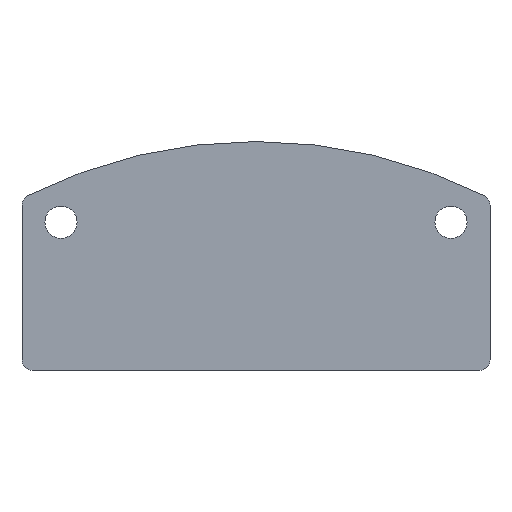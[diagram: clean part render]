
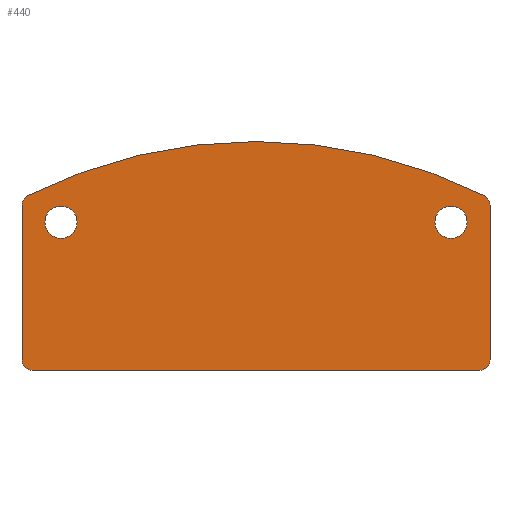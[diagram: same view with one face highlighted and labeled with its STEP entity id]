
A CAD part, top view. The second image highlights one B-rep face of the part: STEP entity #440.
In plain terms, the highlighted planar face has unit normal (0, 0, 1).
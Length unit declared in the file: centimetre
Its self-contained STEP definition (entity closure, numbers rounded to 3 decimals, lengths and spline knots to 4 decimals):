
#19=LINE('',#665,#56);
#20=LINE('',#673,#57);
#21=LINE('',#676,#58);
#56=VECTOR('',#527,2.9777);
#57=VECTOR('',#534,2.9777);
#58=VECTOR('',#537,8.6);
#93=PLANE('',#468);
#105=FACE_BOUND('',#137,.T.);
#106=FACE_BOUND('',#138,.T.);
#111=FACE_OUTER_BOUND('',#136,.T.);
#136=EDGE_LOOP('',(#300,#301,#302,#303,#304,#305,#306,#307));
#137=EDGE_LOOP('',(#308));
#138=EDGE_LOOP('',(#309));
#165=CIRCLE('',#467,0.31);
#166=CIRCLE('',#469,0.2);
#167=CIRCLE('',#470,0.2);
#168=CIRCLE('',#471,9.7545);
#169=CIRCLE('',#472,0.2);
#170=CIRCLE('',#473,0.2);
#171=CIRCLE('',#474,0.31);
#191=VERTEX_POINT('',#658);
#192=VERTEX_POINT('',#661);
#193=VERTEX_POINT('',#662);
#194=VERTEX_POINT('',#664);
#195=VERTEX_POINT('',#666);
#196=VERTEX_POINT('',#668);
#197=VERTEX_POINT('',#670);
#198=VERTEX_POINT('',#672);
#199=VERTEX_POINT('',#674);
#200=VERTEX_POINT('',#677);
#235=EDGE_CURVE('',#191,#191,#165,.T.);
#236=EDGE_CURVE('',#192,#193,#166,.T.);
#237=EDGE_CURVE('',#193,#194,#19,.T.);
#238=EDGE_CURVE('',#194,#195,#167,.T.);
#239=EDGE_CURVE('',#195,#196,#168,.T.);
#240=EDGE_CURVE('',#196,#197,#169,.T.);
#241=EDGE_CURVE('',#197,#198,#20,.T.);
#242=EDGE_CURVE('',#198,#199,#170,.T.);
#243=EDGE_CURVE('',#199,#192,#21,.T.);
#244=EDGE_CURVE('',#200,#200,#171,.T.);
#300=ORIENTED_EDGE('',*,*,#236,.T.);
#301=ORIENTED_EDGE('',*,*,#237,.T.);
#302=ORIENTED_EDGE('',*,*,#238,.T.);
#303=ORIENTED_EDGE('',*,*,#239,.T.);
#304=ORIENTED_EDGE('',*,*,#240,.T.);
#305=ORIENTED_EDGE('',*,*,#241,.T.);
#306=ORIENTED_EDGE('',*,*,#242,.T.);
#307=ORIENTED_EDGE('',*,*,#243,.T.);
#308=ORIENTED_EDGE('',*,*,#235,.T.);
#309=ORIENTED_EDGE('',*,*,#244,.T.);
#440=ADVANCED_FACE('',(#111,#105,#106),#93,.T.);
#467=AXIS2_PLACEMENT_3D('',#659,#521,#522);
#468=AXIS2_PLACEMENT_3D('',#660,#523,#524);
#469=AXIS2_PLACEMENT_3D('',#663,#525,#526);
#470=AXIS2_PLACEMENT_3D('',#667,#528,#529);
#471=AXIS2_PLACEMENT_3D('',#669,#530,#531);
#472=AXIS2_PLACEMENT_3D('',#671,#532,#533);
#473=AXIS2_PLACEMENT_3D('',#675,#535,#536);
#474=AXIS2_PLACEMENT_3D('',#678,#538,#539);
#521=DIRECTION('center_axis',(0.,0.,-1.));
#522=DIRECTION('ref_axis',(-1.,0.,0.));
#523=DIRECTION('center_axis',(0.,0.,1.));
#524=DIRECTION('ref_axis',(1.,0.,0.));
#525=DIRECTION('center_axis',(0.,0.,1.));
#526=DIRECTION('ref_axis',(0.,-1.,0.));
#527=DIRECTION('',(0.,1.,0.));
#528=DIRECTION('center_axis',(0.,0.,1.));
#529=DIRECTION('ref_axis',(1.,0.,0.));
#530=DIRECTION('center_axis',(0.,0.,1.));
#531=DIRECTION('ref_axis',(0.45,0.893,0.));
#532=DIRECTION('center_axis',(0.,0.,1.));
#533=DIRECTION('ref_axis',(-0.45,0.893,0.));
#534=DIRECTION('',(0.,-1.,0.));
#535=DIRECTION('center_axis',(0.,0.,1.));
#536=DIRECTION('ref_axis',(-1.,0.,0.));
#537=DIRECTION('',(1.,0.,0.));
#538=DIRECTION('center_axis',(0.,0.,-1.));
#539=DIRECTION('ref_axis',(1.,0.,0.));
#658=CARTESIAN_POINT('',(-4.06,0.65,0.2));
#659=CARTESIAN_POINT('Origin',(-3.75,0.65,0.2));
#660=CARTESIAN_POINT('Origin',(-4.95,-2.4193,0.2));
#661=CARTESIAN_POINT('',(4.3,-2.2,0.2));
#662=CARTESIAN_POINT('',(4.5,-2.,0.2));
#663=CARTESIAN_POINT('Origin',(4.3,-2.,0.2));
#664=CARTESIAN_POINT('',(4.5,0.9777,0.2));
#665=CARTESIAN_POINT('',(4.5,-2.,0.2));
#666=CARTESIAN_POINT('',(4.39,1.1563,0.2));
#667=CARTESIAN_POINT('Origin',(4.3,0.9777,0.2));
#668=CARTESIAN_POINT('',(-4.39,1.1563,0.2));
#669=CARTESIAN_POINT('Origin',(0.,-7.5545,0.2));
#670=CARTESIAN_POINT('',(-4.5,0.9777,0.2));
#671=CARTESIAN_POINT('Origin',(-4.3,0.9777,0.2));
#672=CARTESIAN_POINT('',(-4.5,-2.,0.2));
#673=CARTESIAN_POINT('',(-4.5,0.9777,0.2));
#674=CARTESIAN_POINT('',(-4.3,-2.2,0.2));
#675=CARTESIAN_POINT('Origin',(-4.3,-2.,0.2));
#676=CARTESIAN_POINT('',(-4.3,-2.2,0.2));
#677=CARTESIAN_POINT('',(3.44,0.65,0.2));
#678=CARTESIAN_POINT('Origin',(3.75,0.65,0.2));
